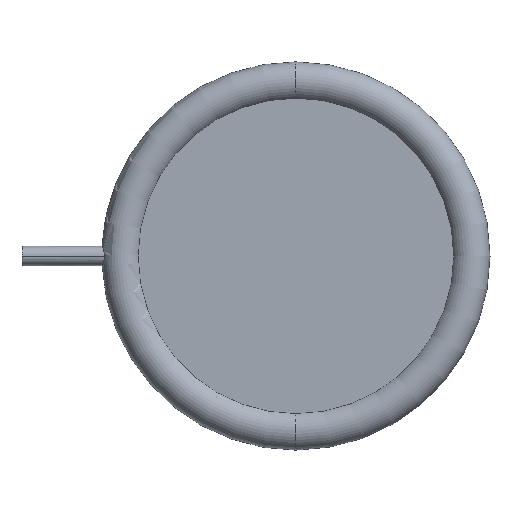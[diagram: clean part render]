
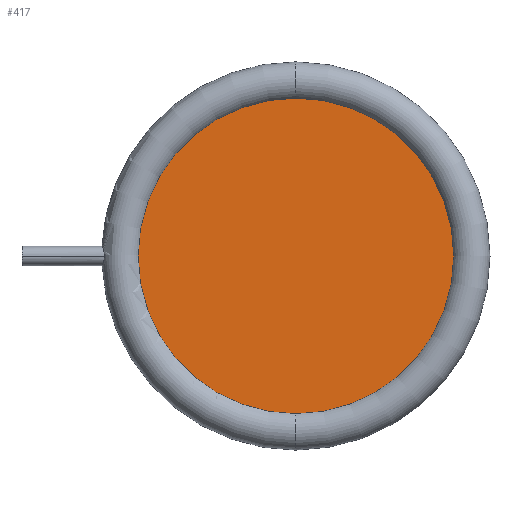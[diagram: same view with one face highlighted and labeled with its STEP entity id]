
A CAD part, front view. The second image highlights one B-rep face of the part: STEP entity #417.
In plain terms, the highlighted planar face has unit normal (0, -1, 0).
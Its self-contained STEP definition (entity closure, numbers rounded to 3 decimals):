
#195=CARTESIAN_POINT('',(0.,-0.5,-8.134));
#196=VERTEX_POINT('',#195);
#204=CARTESIAN_POINT('',(-8.134,-0.5,0.0));
#205=VERTEX_POINT('',#204);
#206=CARTESIAN_POINT('',(0.,-0.5,0.0));
#207=DIRECTION('',(0.0,1.0,0.0));
#208=DIRECTION('',(-1.0,0.0,0.0));
#209=AXIS2_PLACEMENT_3D('',#206,#207,#208);
#210=CIRCLE('',#209,8.134);
#211=EDGE_CURVE('',#196,#205,#210,.T.);
#213=CARTESIAN_POINT('',(0.,-0.5,8.134));
#214=VERTEX_POINT('',#213);
#215=CARTESIAN_POINT('',(0.,-0.5,0.0));
#216=DIRECTION('',(0.0,1.0,0.0));
#217=DIRECTION('',(-1.0,0.0,0.0));
#218=AXIS2_PLACEMENT_3D('',#215,#216,#217);
#219=CIRCLE('',#218,8.134);
#220=EDGE_CURVE('',#205,#214,#219,.T.);
#245=CARTESIAN_POINT('',(0.,-0.5,0.0));
#246=DIRECTION('',(0.0,1.0,0.0));
#247=DIRECTION('',(-1.0,0.0,0.0));
#248=AXIS2_PLACEMENT_3D('',#245,#246,#247);
#249=CIRCLE('',#248,8.134);
#250=EDGE_CURVE('',#214,#196,#249,.T.);
#407=CARTESIAN_POINT('',(-4.067,-0.5,0.0));
#408=DIRECTION('',(0.0,-1.0,0.0));
#409=DIRECTION('',(0.0,0.0,-1.0));
#410=AXIS2_PLACEMENT_3D('',#407,#408,#409);
#411=PLANE('',#410);
#412=ORIENTED_EDGE('',*,*,#220,.F.);
#413=ORIENTED_EDGE('',*,*,#211,.F.);
#414=ORIENTED_EDGE('',*,*,#250,.F.);
#415=EDGE_LOOP('',(#412,#413,#414));
#416=FACE_OUTER_BOUND('',#415,.T.);
#417=ADVANCED_FACE('',(#416),#411,.T.);
